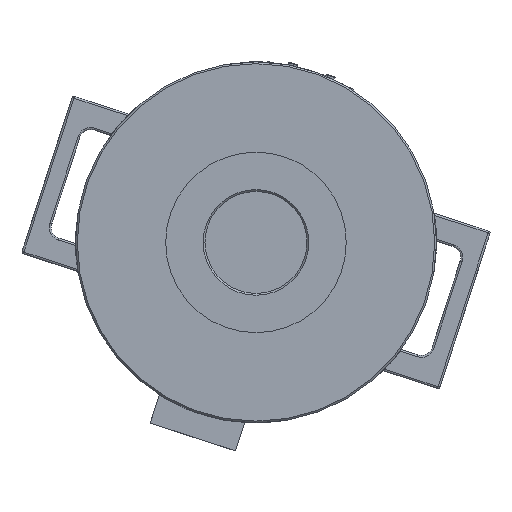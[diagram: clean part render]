
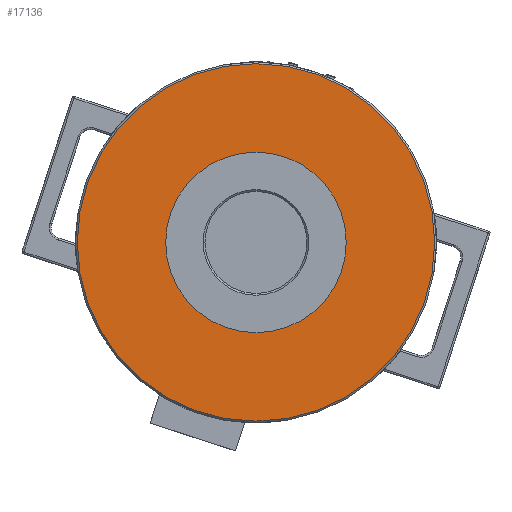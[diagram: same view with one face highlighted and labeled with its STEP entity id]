
A CAD part, front view. The second image highlights one B-rep face of the part: STEP entity #17136.
In plain terms, the highlighted planar face has unit normal (0, -1, 0).
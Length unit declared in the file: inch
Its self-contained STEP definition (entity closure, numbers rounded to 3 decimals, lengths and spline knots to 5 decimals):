
#600=CARTESIAN_POINT('',(-5.94,-7.2,0.));
#601=VERTEX_POINT('',#600);
#602=CARTESIAN_POINT('',(0.,-7.2,0.));
#603=DIRECTION('',(0.0,1.0,0.0));
#604=DIRECTION('',(1.0,0.0,0.0));
#605=AXIS2_PLACEMENT_3D('',#602,#603,#604);
#606=CIRCLE('',#605,5.94);
#607=EDGE_CURVE('',#601,#601,#606,.T.);
#665=CARTESIAN_POINT('',(3.,-7.2,0.));
#666=VERTEX_POINT('',#665);
#667=CARTESIAN_POINT('',(0.,-7.2,0.));
#668=DIRECTION('',(0.0,-1.0,0.0));
#669=DIRECTION('',(-1.0,0.0,0.0));
#670=AXIS2_PLACEMENT_3D('',#667,#668,#669);
#671=CIRCLE('',#670,3.0);
#672=EDGE_CURVE('',#666,#666,#671,.T.);
#17125=CARTESIAN_POINT('',(-4.52325,-7.2,0.));
#17126=DIRECTION('',(0.0,-1.0,0.0));
#17127=DIRECTION('',(0.0,0.0,-1.0));
#17128=AXIS2_PLACEMENT_3D('',#17125,#17126,#17127);
#17129=PLANE('',#17128);
#17130=ORIENTED_EDGE('',*,*,#607,.F.);
#17131=EDGE_LOOP('',(#17130));
#17132=FACE_OUTER_BOUND('',#17131,.T.);
#17133=ORIENTED_EDGE('',*,*,#672,.F.);
#17134=EDGE_LOOP('',(#17133));
#17135=FACE_BOUND('',#17134,.T.);
#17136=ADVANCED_FACE('',(#17132,#17135),#17129,.T.);
